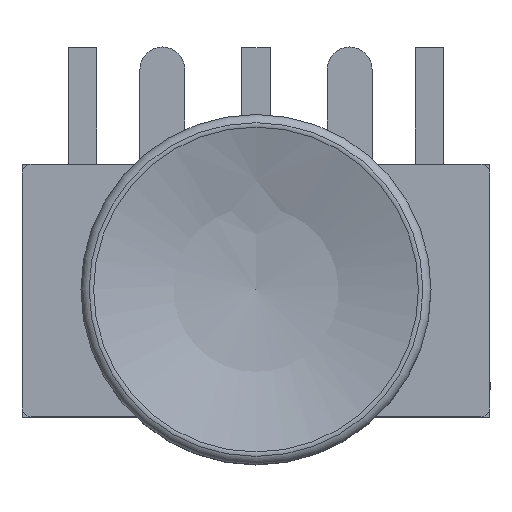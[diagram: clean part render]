
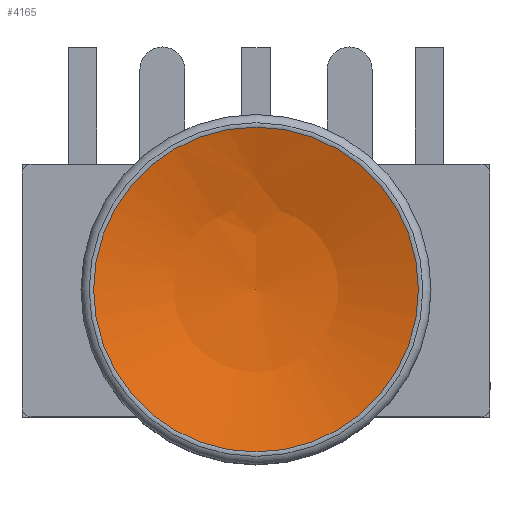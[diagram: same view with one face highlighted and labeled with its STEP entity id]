
A CAD part, top view. The second image highlights one B-rep face of the part: STEP entity #4165.
In plain terms, the highlighted spherical face has radius 12.85 mm.
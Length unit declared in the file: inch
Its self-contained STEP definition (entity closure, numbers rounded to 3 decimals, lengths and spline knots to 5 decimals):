
#65=SPHERICAL_SURFACE('',#4467,0.50591);
#258=FACE_OUTER_BOUND('',#509,.T.);
#509=EDGE_LOOP('',(#2892,#2893,#2894));
#779=CIRCLE('',#4466,0.17352);
#780=CIRCLE('',#4468,0.50591);
#1841=VERTEX_POINT('',#6361);
#1842=VERTEX_POINT('',#6365);
#2248=EDGE_CURVE('',#1841,#1841,#779,.T.);
#2249=EDGE_CURVE('',#1841,#1842,#780,.T.);
#2892=ORIENTED_EDGE('',*,*,#2248,.F.);
#2893=ORIENTED_EDGE('',*,*,#2249,.T.);
#2894=ORIENTED_EDGE('',*,*,#2249,.F.);
#4165=ADVANCED_FACE('',(#258),#65,.F.);
#4466=AXIS2_PLACEMENT_3D('',#6363,#4964,#4965);
#4467=AXIS2_PLACEMENT_3D('',#6364,#4966,#4967);
#4468=AXIS2_PLACEMENT_3D('',#6366,#4968,#4969);
#4964=DIRECTION('center_axis',(0.,0.,
-1.));
#4965=DIRECTION('ref_axis',(0.,1.,0.));
#4966=DIRECTION('center_axis',(0.,0.,
-1.));
#4967=DIRECTION('ref_axis',(0.,-1.,0.));
#4968=DIRECTION('center_axis',(-1.,0.,0.));
#4969=DIRECTION('ref_axis',(0.,1.,0.));
#6361=CARTESIAN_POINT('',(0.,0.17352,1.05529));
#6363=CARTESIAN_POINT('Origin',(0.,0.,
1.05529));
#6364=CARTESIAN_POINT('Origin',(0.,0.,
1.53051));
#6365=CARTESIAN_POINT('',(0.,0.,1.0246));
#6366=CARTESIAN_POINT('Origin',(0.,0.,
1.53051));
